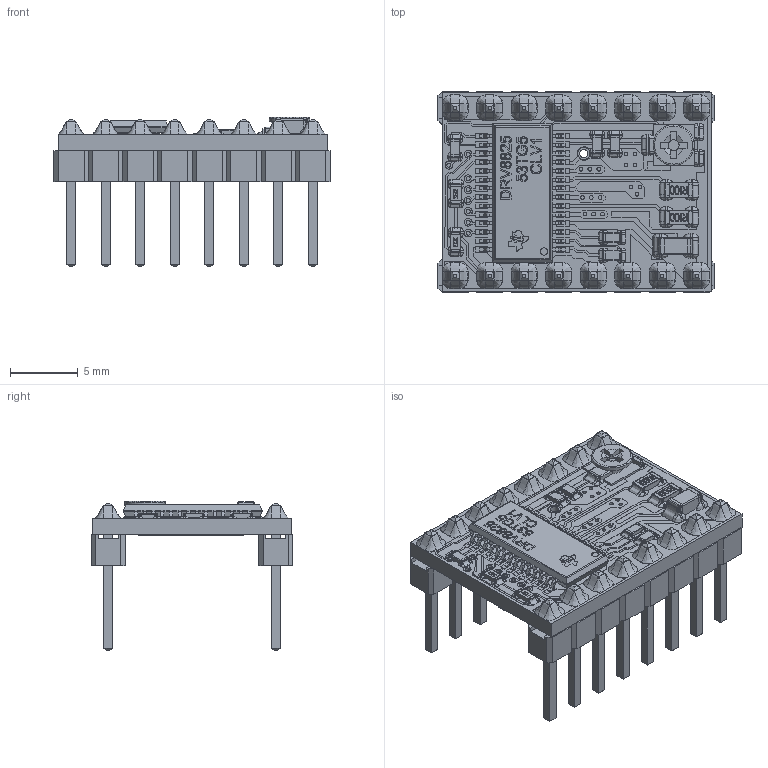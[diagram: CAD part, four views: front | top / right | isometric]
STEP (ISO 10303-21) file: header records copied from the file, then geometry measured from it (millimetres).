
FILE_DESCRIPTION(/* description */ (''),/* implementation_level */ '2;1');
FILE_NAME(/* name */ 'DRV8825.step',/* time_stamp */ '2017-04-13T16:36:55-05:00',/* author */ (''),/* organization */ (''),/* preprocessor_version */ 'ST-DEVELOPER v16.5',/* originating_system */ 'Autodesk Translation Framework v5.2.0.2920',/* authorisation */ '');
FILE_SCHEMA (('AUTOMOTIVE_DESIGN { 1 0 10303 214 3 1 1 }'));
Products named in the file (14): 8825 v55; PCB; DRV8825 Driver v9; DRV8825 53TG5 CLV1; Package; Solder joints; PCB_1; RI00 v1; 152 v2; EDI v3; CAP; Cap Small; Voltage Regulator; 2.54 4W Header
Assembly tree (19 placements, depth 4):
  8825 v55
    PCB
    DRV8825 Driver v9
      DRV8825 53TG5 CLV1
        Package
        Solder joints
      PCB_1
    RI00 v1  x2
    152 v2
    EDI v3
    CAP
    Cap Small  x5
    Voltage Regulator
    2.54 4W Header  x2
Bounding box: 20.32 x 14.84 x 11 mm (x, y, z)
Volume: 682.3 mm3; surface area: 2246.5 mm2
Topology: 112 solids, 112 shells, 4094 faces, 10629 edges, 6793 vertices
Faces by surface type: plane 2745, bspline 1166, cylinder 178, cone 5
Full cylindrical faces by diameter (mm): 0.273 x16, 0.305 x8, 0.5 x15, 0.534 x1, 0.6 x1, 0.8 x1, 0.891 x2, 1 x16, 1.6 x1, 3 x1
Entity records: 122393 total; most frequent: CARTESIAN_POINT 44077, ORIENTED_EDGE 17534, DIRECTION 12841, EDGE_CURVE 8767, LINE 6671, VECTOR 6671, VERTEX_POINT 5775, EDGE_LOOP 3690
